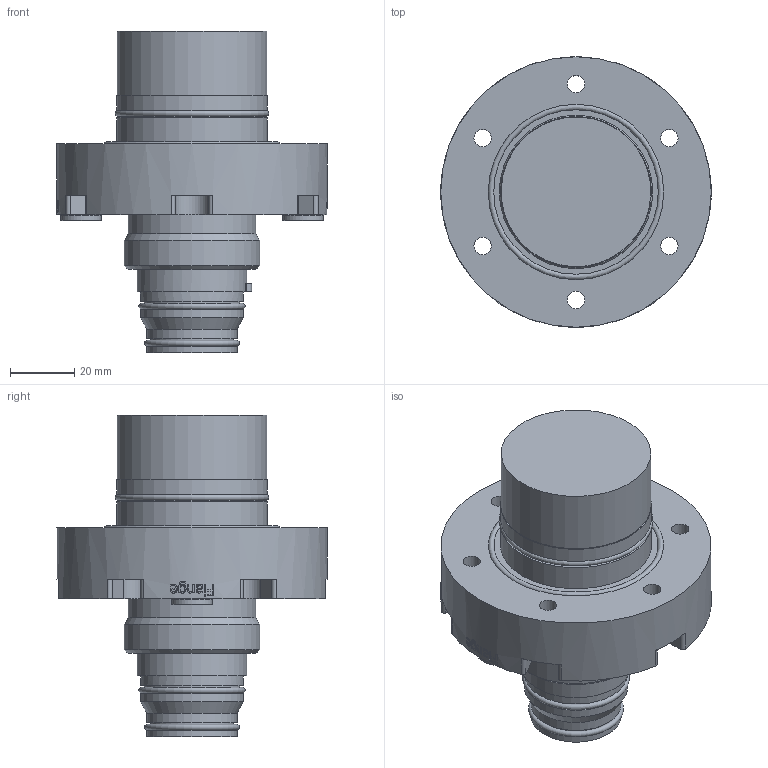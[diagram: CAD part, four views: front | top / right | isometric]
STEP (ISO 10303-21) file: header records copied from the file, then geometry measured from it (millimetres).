
FILE_DESCRIPTION(/* description */ (''),/* implementation_level */ '2;1');
FILE_NAME(/* name */ 'TrustLink API 12 pin FCR (02800012).stp',/* time_stamp */ '2016-07-27T08:38:15+02:00',/* author */ ('sh'),/* organization */ (''),/* preprocessor_version */ 'ST-DEVELOPER v15.2',/* originating_system */ 'Autodesk Inventor 2014',/* authorisation */ '');
FILE_SCHEMA (('AUTOMOTIVE_DESIGN { 1 0 10303 214 3 1 1 }'));
Length unit declared in the file: millimetre
Products named in the file (1): TrustLink API 12 pin FCR (02800012)
Bounding box: 84 x 84 x 100 mm (x, y, z)
Volume: 216880.1 mm3; surface area: 32370.8 mm2
Topology: 2 solids, 2 shells, 550 faces, 1495 edges, 1060 vertices
Faces by surface type: plane 247, bspline 217, cylinder 74, cone 8, torus 4
Full cylindrical faces by diameter (mm): 2.74 x12, 5.4 x6, 12.7 x2, 25.6 x1, 28 x2, 29.6 x2, 32 x2, 34 x1, 39.7 x1, 42 x1, 44.6 x2, 46.5 x1, 46.9 x2, 84 x1
Entity records: 19479 total; most frequent: CARTESIAN_POINT 7065, ORIENTED_EDGE 2776, DIRECTION 1874, EDGE_CURVE 1388, VERTEX_POINT 951, LINE 802, VECTOR 802, EDGE_LOOP 673
